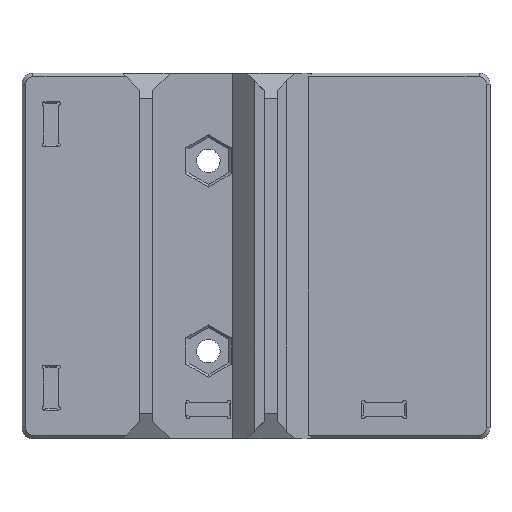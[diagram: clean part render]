
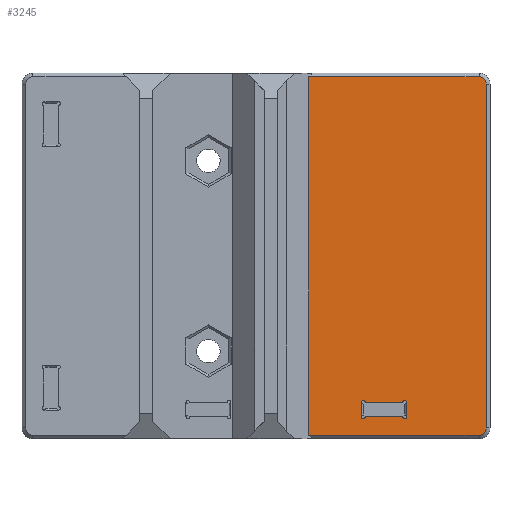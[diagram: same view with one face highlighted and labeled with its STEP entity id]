
A CAD part, top view. The second image highlights one B-rep face of the part: STEP entity #3245.
In plain terms, the highlighted planar face has unit normal (0, 0, 1).
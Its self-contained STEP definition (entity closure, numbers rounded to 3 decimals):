
#111=FACE_BOUND('',#439,.T.);
#151=CIRCLE('',#3490,1.);
#152=CIRCLE('',#3491,1.);
#153=CIRCLE('',#3492,0.25);
#154=CIRCLE('',#3493,0.25);
#155=CIRCLE('',#3494,0.25);
#156=CIRCLE('',#3495,0.25);
#246=FACE_OUTER_BOUND('',#438,.T.);
#438=EDGE_LOOP('',(#2246,#2247,#2248,#2249,#2250,#2251));
#439=EDGE_LOOP('',(#2252,#2253,#2254,#2255,#2256,#2257,#2258,#2259));
#684=LINE('',#4706,#1030);
#686=LINE('',#4713,#1032);
#687=LINE('',#4715,#1033);
#688=LINE('',#4717,#1034);
#689=LINE('',#4721,#1035);
#690=LINE('',#4726,#1036);
#691=LINE('',#4730,#1037);
#692=LINE('',#4734,#1038);
#1030=VECTOR('',#3838,10.);
#1032=VECTOR('',#3844,10.);
#1033=VECTOR('',#3845,10.);
#1034=VECTOR('',#3846,10.);
#1035=VECTOR('',#3849,10.);
#1036=VECTOR('',#3854,10.);
#1037=VECTOR('',#3857,10.);
#1038=VECTOR('',#3860,10.);
#1413=VERTEX_POINT('',#4703);
#1414=VERTEX_POINT('',#4705);
#1416=VERTEX_POINT('',#4711);
#1417=VERTEX_POINT('',#4712);
#1418=VERTEX_POINT('',#4714);
#1419=VERTEX_POINT('',#4716);
#1420=VERTEX_POINT('',#4718);
#1421=VERTEX_POINT('',#4720);
#1422=VERTEX_POINT('',#4723);
#1423=VERTEX_POINT('',#4725);
#1424=VERTEX_POINT('',#4727);
#1425=VERTEX_POINT('',#4729);
#1426=VERTEX_POINT('',#4731);
#1427=VERTEX_POINT('',#4733);
#1739=EDGE_CURVE('',#1413,#1414,#684,.T.);
#1742=EDGE_CURVE('',#1416,#1417,#686,.T.);
#1743=EDGE_CURVE('',#1418,#1416,#687,.T.);
#1744=EDGE_CURVE('',#1419,#1418,#688,.T.);
#1745=EDGE_CURVE('',#1420,#1419,#151,.T.);
#1746=EDGE_CURVE('',#1421,#1420,#689,.T.);
#1747=EDGE_CURVE('',#1417,#1421,#152,.T.);
#1748=EDGE_CURVE('',#1413,#1422,#153,.T.);
#1749=EDGE_CURVE('',#1422,#1423,#690,.T.);
#1750=EDGE_CURVE('',#1423,#1424,#154,.T.);
#1751=EDGE_CURVE('',#1425,#1424,#691,.T.);
#1752=EDGE_CURVE('',#1425,#1426,#155,.T.);
#1753=EDGE_CURVE('',#1426,#1427,#692,.T.);
#1754=EDGE_CURVE('',#1427,#1414,#156,.T.);
#2246=ORIENTED_EDGE('',*,*,#1742,.F.);
#2247=ORIENTED_EDGE('',*,*,#1743,.F.);
#2248=ORIENTED_EDGE('',*,*,#1744,.F.);
#2249=ORIENTED_EDGE('',*,*,#1745,.F.);
#2250=ORIENTED_EDGE('',*,*,#1746,.F.);
#2251=ORIENTED_EDGE('',*,*,#1747,.F.);
#2252=ORIENTED_EDGE('',*,*,#1739,.F.);
#2253=ORIENTED_EDGE('',*,*,#1748,.T.);
#2254=ORIENTED_EDGE('',*,*,#1749,.T.);
#2255=ORIENTED_EDGE('',*,*,#1750,.T.);
#2256=ORIENTED_EDGE('',*,*,#1751,.F.);
#2257=ORIENTED_EDGE('',*,*,#1752,.T.);
#2258=ORIENTED_EDGE('',*,*,#1753,.T.);
#2259=ORIENTED_EDGE('',*,*,#1754,.T.);
#3119=PLANE('',#3489);
#3245=ADVANCED_FACE('',(#246,#111),#3119,.T.);
#3489=AXIS2_PLACEMENT_3D('',#4710,#3842,#3843);
#3490=AXIS2_PLACEMENT_3D('',#4719,#3847,#3848);
#3491=AXIS2_PLACEMENT_3D('',#4722,#3850,#3851);
#3492=AXIS2_PLACEMENT_3D('',#4724,#3852,#3853);
#3493=AXIS2_PLACEMENT_3D('',#4728,#3855,#3856);
#3494=AXIS2_PLACEMENT_3D('',#4732,#3858,#3859);
#3495=AXIS2_PLACEMENT_3D('',#4735,#3861,#3862);
#3838=DIRECTION('',(0.,1.,0.));
#3842=DIRECTION('center_axis',(0.,0.,
1.));
#3843=DIRECTION('ref_axis',(1.,0.,0.));
#3844=DIRECTION('',(1.,0.,0.));
#3845=DIRECTION('',(0.,1.,0.));
#3846=DIRECTION('',(-1.,0.,0.));
#3847=DIRECTION('center_axis',(0.,0.,
-1.));
#3848=DIRECTION('ref_axis',(0.707,-0.707,0.));
#3849=DIRECTION('',(0.,-1.,0.));
#3850=DIRECTION('center_axis',(0.,0.,
-1.));
#3851=DIRECTION('ref_axis',(0.707,0.707,0.));
#3852=DIRECTION('center_axis',(0.,0.,
-1.));
#3853=DIRECTION('ref_axis',(1.,0.,0.));
#3854=DIRECTION('',(-1.,0.,0.));
#3855=DIRECTION('center_axis',(0.,0.,
-1.));
#3856=DIRECTION('ref_axis',(1.,0.,0.));
#3857=DIRECTION('',(0.,-1.,0.));
#3858=DIRECTION('center_axis',(0.,0.,
-1.));
#3859=DIRECTION('ref_axis',(1.,0.,0.));
#3860=DIRECTION('',(1.,0.,0.));
#3861=DIRECTION('center_axis',(0.,0.,
-1.));
#3862=DIRECTION('ref_axis',(1.,0.,0.));
#4703=CARTESIAN_POINT('',(-11.125,-22.,-25.3));
#4705=CARTESIAN_POINT('',(-11.125,-20.,-25.3));
#4706=CARTESIAN_POINT('',(-11.125,-10.,-25.3));
#4710=CARTESIAN_POINT('Origin',(-31.7,0.,-25.3));
#4711=CARTESIAN_POINT('',(-24.5,24.5,-25.3));
#4712=CARTESIAN_POINT('',(-1.2,24.5,-25.3));
#4713=CARTESIAN_POINT('',(-15.7,24.5,-25.3));
#4714=CARTESIAN_POINT('',(-24.5,-24.5,-25.3));
#4715=CARTESIAN_POINT('',(-24.5,-12.5,-25.3));
#4716=CARTESIAN_POINT('',(-1.2,-24.5,-25.3));
#4717=CARTESIAN_POINT('',(-47.7,-24.5,-25.3));
#4718=CARTESIAN_POINT('',(-0.2,-23.5,-25.3));
#4719=CARTESIAN_POINT('Origin',(-1.2,-23.5,-25.3));
#4720=CARTESIAN_POINT('',(-0.2,23.5,-25.3));
#4721=CARTESIAN_POINT('',(-0.2,-12.5,-25.3));
#4722=CARTESIAN_POINT('Origin',(-1.2,23.5,-25.3));
#4723=CARTESIAN_POINT('',(-11.625,-22.,-25.3));
#4724=CARTESIAN_POINT('Origin',(-11.375,-22.,-25.3));
#4725=CARTESIAN_POINT('',(-16.775,-22.,-25.3));
#4726=CARTESIAN_POINT('',(-21.538,-22.,-25.3));
#4727=CARTESIAN_POINT('',(-17.275,-22.,-25.3));
#4728=CARTESIAN_POINT('Origin',(-17.025,-22.,-25.3));
#4729=CARTESIAN_POINT('',(-17.275,-20.,-25.3));
#4730=CARTESIAN_POINT('',(-17.275,-11.,-25.3));
#4731=CARTESIAN_POINT('',(-16.775,-20.,-25.3));
#4732=CARTESIAN_POINT('Origin',(-17.025,-20.,-25.3));
#4733=CARTESIAN_POINT('',(-11.625,-20.,-25.3));
#4734=CARTESIAN_POINT('',(-24.363,-20.,-25.3));
#4735=CARTESIAN_POINT('Origin',(-11.375,-20.,-25.3));
